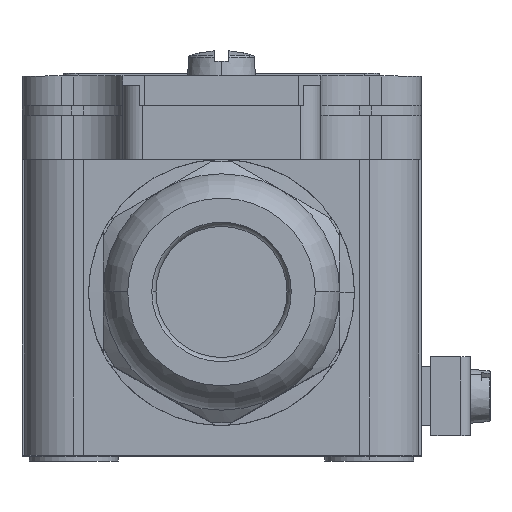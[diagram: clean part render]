
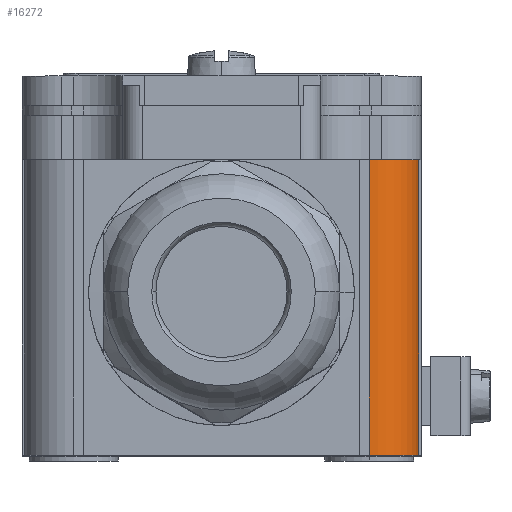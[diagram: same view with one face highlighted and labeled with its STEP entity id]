
A CAD part, top view. The second image highlights one B-rep face of the part: STEP entity #16272.
In plain terms, the highlighted cylindrical face has radius 5 mm (diameter 10 mm), a partial arc.
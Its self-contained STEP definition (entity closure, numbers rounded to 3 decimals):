
#72 = DIRECTION ( 'NONE',  ( 0., -1., 0. ) ) ;
#325 = EDGE_CURVE ( 'NONE', #26235, #2503, #28823, .T. ) ;
#780 = FACE_OUTER_BOUND ( 'NONE', #10194, .T. ) ;
#1630 = AXIS2_PLACEMENT_3D ( 'NONE', #19451, #10245, #5562 ) ;
#2503 = VERTEX_POINT ( 'NONE', #29703 ) ;
#3919 = CARTESIAN_POINT ( 'NONE',  ( 20., 0., 70.5 ) ) ;
#3970 = ORIENTED_EDGE ( 'NONE', *, *, #23284, .T. ) ;
#4474 = CIRCLE ( 'NONE', #1630, 5. ) ;
#5320 = DIRECTION ( 'NONE',  ( 0., 1., 0. ) ) ;
#5480 = VECTOR ( 'NONE', #8954, 1000. ) ;
#5562 = DIRECTION ( 'NONE',  ( 0., 0., -1. ) ) ;
#8533 = EDGE_CURVE ( 'NONE', #9219, #14975, #26970, .T. ) ;
#8954 = DIRECTION ( 'NONE',  ( 0., 1., 0. ) ) ;
#9219 = VERTEX_POINT ( 'NONE', #22806 ) ;
#9521 = DIRECTION ( 'NONE',  ( 0., 0., -1. ) ) ;
#10194 = EDGE_LOOP ( 'NONE', ( #3970, #15121, #13197, #18947 ) ) ;
#10245 = DIRECTION ( 'NONE',  ( 0., -1., 0. ) ) ;
#11916 = CIRCLE ( 'NONE', #27510, 5. ) ;
#12265 = CYLINDRICAL_SURFACE ( 'NONE', #26541, 5. ) ;
#12601 = DIRECTION ( 'NONE',  ( 0., 0., 1. ) ) ;
#13197 = ORIENTED_EDGE ( 'NONE', *, *, #16127, .F. ) ;
#14975 = VERTEX_POINT ( 'NONE', #21566 ) ;
#15121 = ORIENTED_EDGE ( 'NONE', *, *, #8533, .F. ) ;
#16127 = EDGE_CURVE ( 'NONE', #26235, #9219, #11916, .T. ) ;
#16272 = ADVANCED_FACE ( 'NONE', ( #780 ), #12265, .T. ) ;
#18231 = CARTESIAN_POINT ( 'NONE',  ( 20., 0., 70.5 ) ) ;
#18947 = ORIENTED_EDGE ( 'NONE', *, *, #325, .T. ) ;
#19451 = CARTESIAN_POINT ( 'NONE',  ( 15., 30., 70.5 ) ) ;
#21566 = CARTESIAN_POINT ( 'NONE',  ( 15., 30., 75.5 ) ) ;
#22344 = DIRECTION ( 'NONE',  ( 0., 1., 0. ) ) ;
#22806 = CARTESIAN_POINT ( 'NONE',  ( 15., 0., 75.5 ) ) ;
#23139 = CARTESIAN_POINT ( 'NONE',  ( 15., 0., 70.5 ) ) ;
#23246 = CARTESIAN_POINT ( 'NONE',  ( 15., 0., 70.5 ) ) ;
#23284 = EDGE_CURVE ( 'NONE', #2503, #14975, #4474, .T. ) ;
#24595 = CARTESIAN_POINT ( 'NONE',  ( 15., 0., 75.5 ) ) ;
#26235 = VERTEX_POINT ( 'NONE', #3919 ) ;
#26541 = AXIS2_PLACEMENT_3D ( 'NONE', #23139, #5320, #12601 ) ;
#26970 = LINE ( 'NONE', #24595, #28774 ) ;
#27510 = AXIS2_PLACEMENT_3D ( 'NONE', #23246, #72, #9521 ) ;
#28774 = VECTOR ( 'NONE', #22344, 1000. ) ;
#28823 = LINE ( 'NONE', #18231, #5480 ) ;
#29703 = CARTESIAN_POINT ( 'NONE',  ( 20., 30., 70.5 ) ) ;
